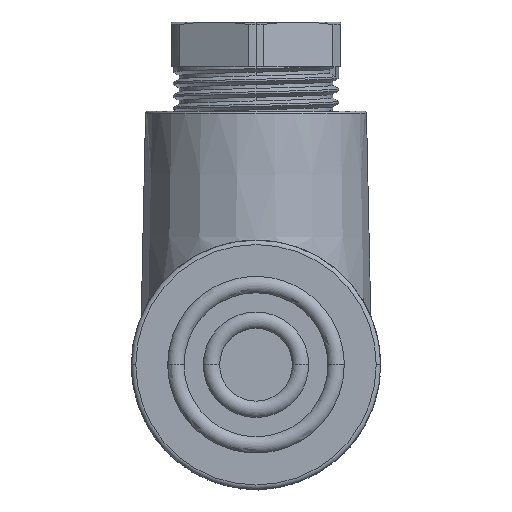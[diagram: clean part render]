
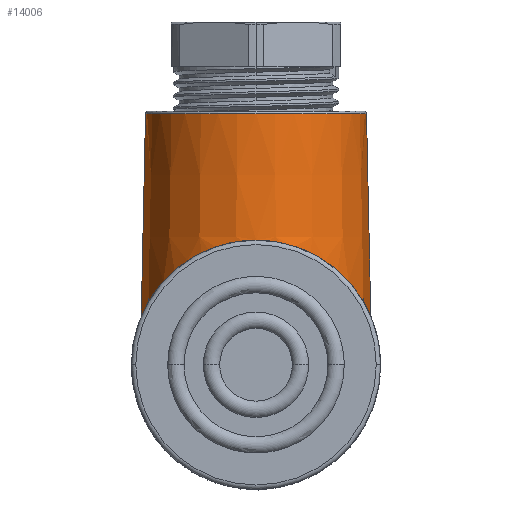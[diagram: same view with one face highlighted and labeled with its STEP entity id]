
A CAD part, top view. The second image highlights one B-rep face of the part: STEP entity #14006.
In plain terms, the highlighted conical face has half-angle 1.206 degrees and reference radius 13 mm.
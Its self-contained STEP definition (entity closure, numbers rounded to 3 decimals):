
#13928=AXIS2_PLACEMENT_3D('Cone Axis2P3D',#13925,#13926,#13927) ;
#13939=AXIS2_PLACEMENT_3D('Circle Axis2P3D',#13937,#13938,$) ;
#13568=CARTESIAN_POINT('Vertex',(3.6,21.8,60.323)) ;
#13572=CARTESIAN_POINT('Control Point',(3.6,21.8,60.323)) ;
#13573=CARTESIAN_POINT('Control Point',(2.844,20.792,59.314)) ;
#13574=CARTESIAN_POINT('Control Point',(2.235,19.726,58.253)) ;
#13575=CARTESIAN_POINT('Control Point',(1.766,18.625,57.152)) ;
#13576=CARTESIAN_POINT('Control Point',(1.364,17.29,55.813)) ;
#13577=CARTESIAN_POINT('Control Point',(1.144,15.946,54.45)) ;
#13578=CARTESIAN_POINT('Control Point',(1.103,15.652,54.153)) ;
#13579=CARTESIAN_POINT('Control Point',(1.066,15.332,53.826)) ;
#13580=CARTESIAN_POINT('Control Point',(1.039,15.017,53.493)) ;
#13581=CARTESIAN_POINT('Control Point',(1.032,14.918,53.389)) ;
#13582=CARTESIAN_POINT('Control Point',(1.025,14.818,53.276)) ;
#13583=CARTESIAN_POINT('Control Point',(1.02,14.725,53.159)) ;
#13584=CARTESIAN_POINT('Vertex',(1.02,14.725,53.159)) ;
#13588=CARTESIAN_POINT('Control Point',(1.02,14.725,53.159)) ;
#13589=CARTESIAN_POINT('Control Point',(1.016,14.641,53.054)) ;
#13590=CARTESIAN_POINT('Control Point',(1.012,14.564,52.93)) ;
#13591=CARTESIAN_POINT('Control Point',(1.012,14.556,52.8)) ;
#13592=CARTESIAN_POINT('Vertex',(1.012,14.556,52.8)) ;
#13715=CARTESIAN_POINT('Vertex',(26.988,14.547,52.8)) ;
#13719=CARTESIAN_POINT('Control Point',(26.988,14.547,52.8)) ;
#13720=CARTESIAN_POINT('Control Point',(26.989,14.546,52.925)) ;
#13721=CARTESIAN_POINT('Control Point',(26.986,14.618,53.044)) ;
#13722=CARTESIAN_POINT('Control Point',(26.981,14.707,53.14)) ;
#13723=CARTESIAN_POINT('Control Point',(26.976,14.789,53.236)) ;
#13724=CARTESIAN_POINT('Vertex',(26.976,14.789,53.236)) ;
#13728=CARTESIAN_POINT('Control Point',(26.976,14.789,53.236)) ;
#13729=CARTESIAN_POINT('Control Point',(26.964,14.981,53.463)) ;
#13730=CARTESIAN_POINT('Control Point',(26.948,15.188,53.676)) ;
#13731=CARTESIAN_POINT('Control Point',(26.928,15.394,53.889)) ;
#13732=CARTESIAN_POINT('Control Point',(26.881,15.783,54.286)) ;
#13733=CARTESIAN_POINT('Control Point',(26.819,16.172,54.679)) ;
#13734=CARTESIAN_POINT('Control Point',(26.789,16.341,54.85)) ;
#13735=CARTESIAN_POINT('Control Point',(26.727,16.663,55.176)) ;
#13736=CARTESIAN_POINT('Control Point',(26.654,16.985,55.501)) ;
#13737=CARTESIAN_POINT('Control Point',(26.614,17.153,55.67)) ;
#13738=CARTESIAN_POINT('Control Point',(26.333,18.228,56.753)) ;
#13739=CARTESIAN_POINT('Control Point',(25.932,19.289,57.815)) ;
#13740=CARTESIAN_POINT('Control Point',(25.512,20.155,58.68)) ;
#13741=CARTESIAN_POINT('Control Point',(25.003,20.995,59.518)) ;
#13742=CARTESIAN_POINT('Control Point',(24.4,21.8,60.323)) ;
#13743=CARTESIAN_POINT('Vertex',(24.4,21.8,60.323)) ;
#13907=CARTESIAN_POINT('Vertex',(3.6,23.372,60.267)) ;
#13911=CARTESIAN_POINT('Control Point',(3.6,23.372,60.267)) ;
#13912=CARTESIAN_POINT('Control Point',(3.6,23.058,60.278)) ;
#13913=CARTESIAN_POINT('Control Point',(3.6,22.743,60.289)) ;
#13914=CARTESIAN_POINT('Control Point',(3.6,22.429,60.301)) ;
#13915=CARTESIAN_POINT('Control Point',(3.6,22.114,60.312)) ;
#13916=CARTESIAN_POINT('Control Point',(3.6,21.8,60.323)) ;
#13925=CARTESIAN_POINT('Axis2P3D Location',(14.,14.,52.8)) ;
#13930=CARTESIAN_POINT('Line Origine',(10544.484,-499566.483,52.8)) ;
#13934=CARTESIAN_POINT('Vertex',(26.406,42.206,52.8)) ;
#13937=CARTESIAN_POINT('Axis2P3D Location',(14.,42.206,52.8)) ;
#13941=CARTESIAN_POINT('Vertex',(1.594,42.206,52.8)) ;
#13944=CARTESIAN_POINT('Line Origine',(-10516.484,-499566.483,52.8)) ;
#13950=CARTESIAN_POINT('Control Point',(7.896,26.599,63.977)) ;
#13951=CARTESIAN_POINT('Control Point',(6.634,25.988,63.302)) ;
#13952=CARTESIAN_POINT('Control Point',(5.473,25.216,62.442)) ;
#13953=CARTESIAN_POINT('Control Point',(4.452,24.318,61.419)) ;
#13954=CARTESIAN_POINT('Control Point',(3.6,23.372,60.267)) ;
#13955=CARTESIAN_POINT('Vertex',(7.896,26.599,63.977)) ;
#13959=CARTESIAN_POINT('Control Point',(14.017,28.,65.505)) ;
#13960=CARTESIAN_POINT('Control Point',(12.425,28.002,65.507)) ;
#13961=CARTESIAN_POINT('Control Point',(10.83,27.746,65.249)) ;
#13962=CARTESIAN_POINT('Control Point',(9.3,27.279,64.727)) ;
#13963=CARTESIAN_POINT('Control Point',(7.896,26.599,63.977)) ;
#13964=CARTESIAN_POINT('Vertex',(14.017,28.,65.505)) ;
#13968=CARTESIAN_POINT('Control Point',(20.118,26.593,63.969)) ;
#13969=CARTESIAN_POINT('Control Point',(18.719,27.272,64.719)) ;
#13970=CARTESIAN_POINT('Control Point',(17.195,27.739,65.242)) ;
#13971=CARTESIAN_POINT('Control Point',(15.605,27.998,65.503)) ;
#13972=CARTESIAN_POINT('Control Point',(14.017,28.,65.505)) ;
#13973=CARTESIAN_POINT('Vertex',(20.118,26.593,63.969)) ;
#13977=CARTESIAN_POINT('Control Point',(24.4,23.372,60.267)) ;
#13978=CARTESIAN_POINT('Control Point',(23.551,24.315,61.415)) ;
#13979=CARTESIAN_POINT('Control Point',(22.533,25.21,62.437)) ;
#13980=CARTESIAN_POINT('Control Point',(21.375,25.982,63.295)) ;
#13981=CARTESIAN_POINT('Control Point',(20.118,26.593,63.969)) ;
#13982=CARTESIAN_POINT('Vertex',(24.4,23.372,60.267)) ;
#13986=CARTESIAN_POINT('Control Point',(24.4,21.8,60.323)) ;
#13987=CARTESIAN_POINT('Control Point',(24.4,22.324,60.304)) ;
#13988=CARTESIAN_POINT('Control Point',(24.4,22.848,60.285)) ;
#13989=CARTESIAN_POINT('Control Point',(24.4,23.372,60.267)) ;
#13926=DIRECTION('Axis2P3D Direction',(0.,-1.,0.)) ;
#13927=DIRECTION('Axis2P3D XDirection',(1.,0.,0.)) ;
#13931=DIRECTION('Vector Direction',(0.021,-1.,0.)) ;
#13938=DIRECTION('Axis2P3D Direction',(0.,-1.,0.)) ;
#13945=DIRECTION('Vector Direction',(-0.021,-1.,0.)) ;
#13932=VECTOR('Line Direction',#13931,1.) ;
#13946=VECTOR('Line Direction',#13945,1.) ;
#13992=ORIENTED_EDGE('',*,*,#13936,.T.) ;
#13993=ORIENTED_EDGE('',*,*,#13943,.T.) ;
#13994=ORIENTED_EDGE('',*,*,#13948,.T.) ;
#13995=ORIENTED_EDGE('',*,*,#13594,.F.) ;
#13996=ORIENTED_EDGE('',*,*,#13586,.F.) ;
#13997=ORIENTED_EDGE('',*,*,#13917,.F.) ;
#13998=ORIENTED_EDGE('',*,*,#13957,.F.) ;
#13999=ORIENTED_EDGE('',*,*,#13966,.F.) ;
#14000=ORIENTED_EDGE('',*,*,#13975,.F.) ;
#14001=ORIENTED_EDGE('',*,*,#13984,.F.) ;
#14002=ORIENTED_EDGE('',*,*,#13990,.F.) ;
#14003=ORIENTED_EDGE('',*,*,#13745,.F.) ;
#14004=ORIENTED_EDGE('',*,*,#13726,.F.) ;
#14006=ADVANCED_FACE('Hauptk\X2\00F6\X0\rper',(#14005),#13929,.T.) ;
#13571=B_SPLINE_CURVE_WITH_KNOTS('',5,(#13572,#13573,#13574,#13575,#13576,#13577,#13578,#13579,#13580,#13581,#13582,#13583),.UNSPECIFIED.,.F.,.U.,(6,3,3,6),(0.,11.448,13.631,14.69),.UNSPECIFIED.) ;
#13587=B_SPLINE_CURVE_WITH_KNOTS('',3,(#13588,#13589,#13590,#13591),.UNSPECIFIED.,.F.,.U.,(4,4),(0.,0.566),.UNSPECIFIED.) ;
#13718=B_SPLINE_CURVE_WITH_KNOTS('',4,(#13719,#13720,#13721,#13722,#13723),.UNSPECIFIED.,.F.,.U.,(5,5),(0.063,0.78),.UNSPECIFIED.) ;
#13727=B_SPLINE_CURVE_WITH_KNOTS('',5,(#13728,#13729,#13730,#13731,#13732,#13733,#13734,#13735,#13736,#13737,#13738,#13739,#13740,#13741,#13742),.UNSPECIFIED.,.F.,.U.,(6,3,3,3,6),(0.,2.107,3.954,5.801,14.985),.UNSPECIFIED.) ;
#13910=B_SPLINE_CURVE_WITH_KNOTS('',5,(#13911,#13912,#13913,#13914,#13915,#13916),.UNSPECIFIED.,.F.,.U.,(6,6),(0.,2.225),.UNSPECIFIED.) ;
#13949=B_SPLINE_CURVE_WITH_KNOTS('',4,(#13950,#13951,#13952,#13953,#13954),.UNSPECIFIED.,.F.,.U.,(5,5),(0.,45.454),.UNSPECIFIED.) ;
#13958=B_SPLINE_CURVE_WITH_KNOTS('',4,(#13959,#13960,#13961,#13962,#13963),.UNSPECIFIED.,.F.,.U.,(5,5),(0.,50.553),.UNSPECIFIED.) ;
#13967=B_SPLINE_CURVE_WITH_KNOTS('',4,(#13968,#13969,#13970,#13971,#13972),.UNSPECIFIED.,.F.,.U.,(5,5),(0.,50.41),.UNSPECIFIED.) ;
#13976=B_SPLINE_CURVE_WITH_KNOTS('',4,(#13977,#13978,#13979,#13980,#13981),.UNSPECIFIED.,.F.,.U.,(5,5),(0.,45.321),.UNSPECIFIED.) ;
#13985=B_SPLINE_CURVE_WITH_KNOTS('',3,(#13986,#13987,#13988,#13989),.UNSPECIFIED.,.F.,.U.,(4,4),(0.,2.253),.UNSPECIFIED.) ;
#13940=CIRCLE('generated circle',#13939,12.406) ;
#13929=CONICAL_SURFACE('Cone',#13928,13.,0.021) ;
#13586=EDGE_CURVE('',#13569,#13585,#13571,.T.) ;
#13594=EDGE_CURVE('',#13585,#13593,#13587,.T.) ;
#13726=EDGE_CURVE('',#13716,#13725,#13718,.T.) ;
#13745=EDGE_CURVE('',#13725,#13744,#13727,.T.) ;
#13917=EDGE_CURVE('',#13908,#13569,#13910,.T.) ;
#13936=EDGE_CURVE('',#13716,#13935,#13933,.F.) ;
#13943=EDGE_CURVE('',#13935,#13942,#13940,.T.) ;
#13948=EDGE_CURVE('',#13942,#13593,#13947,.T.) ;
#13957=EDGE_CURVE('',#13956,#13908,#13949,.T.) ;
#13966=EDGE_CURVE('',#13965,#13956,#13958,.T.) ;
#13975=EDGE_CURVE('',#13974,#13965,#13967,.T.) ;
#13984=EDGE_CURVE('',#13983,#13974,#13976,.T.) ;
#13990=EDGE_CURVE('',#13744,#13983,#13985,.T.) ;
#13991=EDGE_LOOP('',(#13992,#13993,#13994,#13995,#13996,#13997,#13998,#13999,#14000,#14001,#14002,#14003,#14004)) ;
#14005=FACE_OUTER_BOUND('',#13991,.T.) ;
#13933=LINE('Line',#13930,#13932) ;
#13947=LINE('Line',#13944,#13946) ;
#13569=VERTEX_POINT('',#13568) ;
#13585=VERTEX_POINT('',#13584) ;
#13593=VERTEX_POINT('',#13592) ;
#13716=VERTEX_POINT('',#13715) ;
#13725=VERTEX_POINT('',#13724) ;
#13744=VERTEX_POINT('',#13743) ;
#13908=VERTEX_POINT('',#13907) ;
#13935=VERTEX_POINT('',#13934) ;
#13942=VERTEX_POINT('',#13941) ;
#13956=VERTEX_POINT('',#13955) ;
#13965=VERTEX_POINT('',#13964) ;
#13974=VERTEX_POINT('',#13973) ;
#13983=VERTEX_POINT('',#13982) ;
